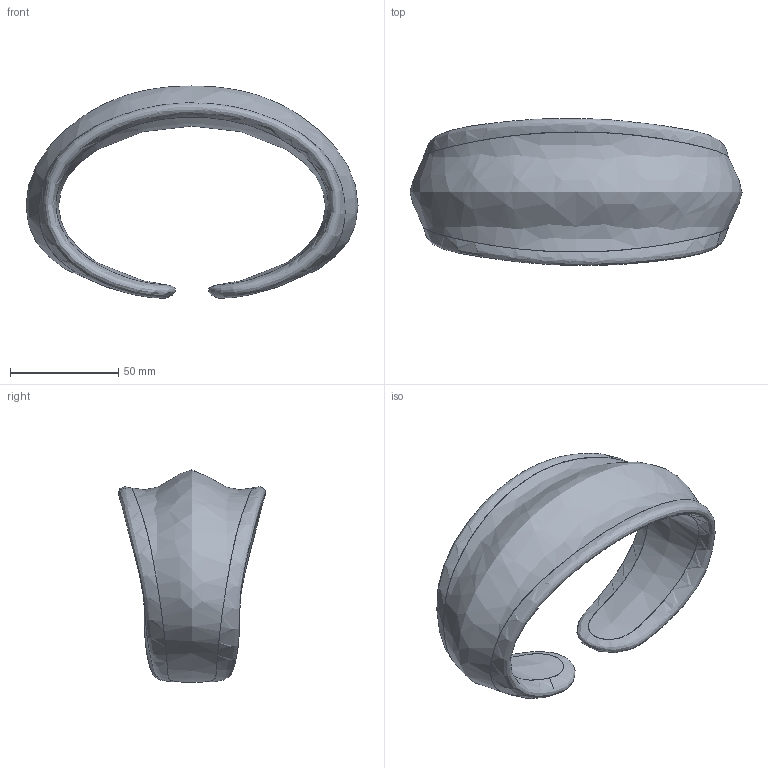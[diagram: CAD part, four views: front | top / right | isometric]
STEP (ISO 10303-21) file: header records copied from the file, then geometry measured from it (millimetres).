
FILE_DESCRIPTION(('FreeCAD Model'),'2;1');
FILE_NAME('Open CASCADE Shape Model','2025-05-04T13:44:47',('FreeCAD'),( 'FreeCAD'),'Open CASCADE STEP processor 7.6','FreeCAD','Unknown');
FILE_SCHEMA(('AUTOMOTIVE_DESIGN { 1 0 10303 214 1 1 1 1 }'));
Length unit declared in the file: millimetre
Products named in the file (1): Open CASCADE STEP translator 7.6 1
Bounding box: 153.04 x 67.78 x 97.74 mm (x, y, z)
Surface area: 36227.3 mm2 (no closed solid volume)
Topology: 0 solids, 3 shells, 3 faces, 59 edges, 58 vertices
Faces by surface type: bspline 3
Entity records: 1793 total; most frequent: CARTESIAN_POINT 1525, ORIENTED_EDGE 60, EDGE_CURVE 59, B_SPLINE_CURVE_WITH_KNOTS 59, VERTEX_POINT 58, SHELL_BASED_SURFACE_MODEL 3, OPEN_SHELL 3, ADVANCED_FACE 3
